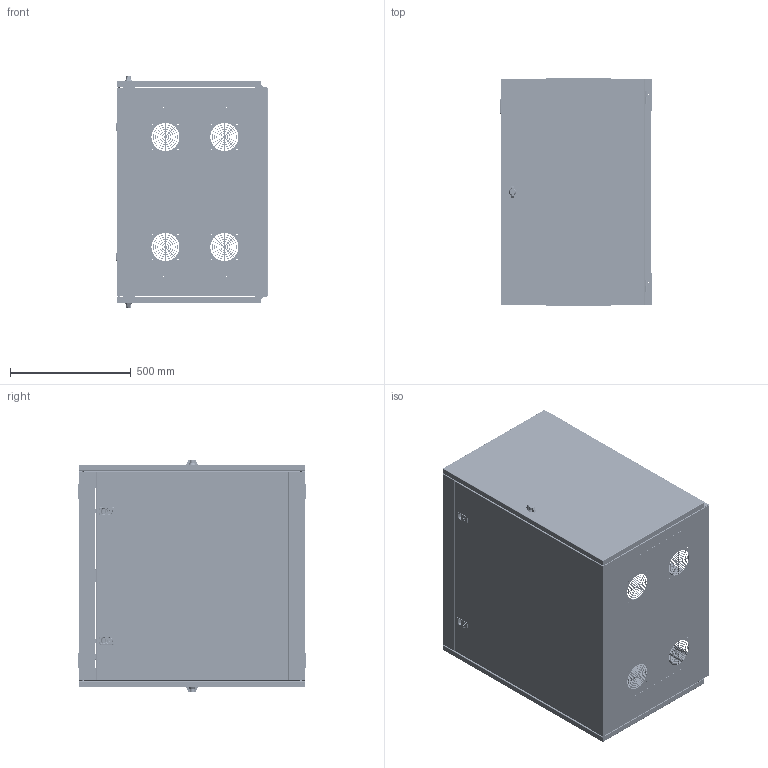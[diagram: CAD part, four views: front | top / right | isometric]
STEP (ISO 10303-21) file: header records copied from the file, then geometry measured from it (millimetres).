
FILE_DESCRIPTION (( 'STEP AP214' ), '1' );
FILE_NAME ('Tripp Lite SRW18UHD.STEP', '2017-11-16T14:51:25', ( '' ), ( '' ), 'SwSTEP 2.0', 'SolidWorks 2015', '' );
FILE_SCHEMA (( 'AUTOMOTIVE_DESIGN' ));
Length unit declared in the file: inch
Products named in the file (36): PRT0003___; DOOR_18U; PRT0001___; CrossBeam; SRW HD dual rail updated_18U; Tripp Lite SRW18UHD; JIAOLIAN3_.021 LONG; SidePanel_18U; SIDE PANEL_18U; Top; JIAOLIAN1_.021 LONG; SW3dPS-A3-85-625-12_A3_Lockable_Housing; Round Rubber Bumper 3mm Thk; JIAOLIAN2___; SPACER PLASTIC; SW3dPS-A3-85-625-12_LOCKPLUG_PK2; GXG__1___; PRT0002___; SW3dPS-A3-85-625-12_A3_Lock_Collar_clf2; Frame_18U SPLIT TOP HINGE; new lock and lock plate___; VERTBEAM PLATE; hinge_asm___; VertBeam_18U; LEFT SD DRHV BTM HNG; JIAOLIAN1___; LOCK PLATE; 390665; PRT0005___; M5 Torx Side Panel Screw_92832A432; PRT0007___; JIAOLIAN3___; VertBeam FRONT_18U; SW3dPS-A3-85-625-12_A3-new-spring-installed3; PRT0006___
Assembly tree (58 placements, depth 4):
  Tripp Lite SRW18UHD
    Frame_18U SPLIT TOP HINGE  x3
      CrossBeam
      VertBeam_18U
      VertBeam FRONT_18U
      VERTBEAM PLATE
    Top  x2
    DOOR_18U  x2
      DOOR_18U
      Round Rubber Bumper 3mm Thk
      new lock and lock plate___
        PRT0001___
        PRT0002___
        PRT0003___
        PRT0005___
        PRT0006___
        PRT0007___
        LOCK PLATE
    SidePanel_18U
      SIDE PANEL_18U
      390665  x2
        SW3dPS-A3-85-625-12_A3_Lockable_Housing
        SW3dPS-A3-85-625-12_A3-new-spring-installed3
        SW3dPS-A3-85-625-12_LOCKPLUG_PK2
        SW3dPS-A3-85-625-12_A3_Lock_Collar_clf2
      M5 Torx Side Panel Screw_92832A432
      Round Rubber Bumper 3mm Thk  x4
    GXG__1___  x4
    hinge_asm___  x2
      JIAOLIAN1___
      JIAOLIAN2___
      JIAOLIAN3___
    LEFT SD DRHV BTM HNG  x2
    JIAOLIAN3_.021 LONG
    JIAOLIAN1_.021 LONG
    JIAOLIAN2___  x2
    SPACER PLASTIC  x2
    SRW HD dual rail updated_18U  x4
Bounding box: 627.15 x 940.69 x 958.95 mm (x, y, z)
Volume: 5785599.2 mm3; surface area: 11853446.9 mm2
Topology: 84 solids, 98 shells, 9133 faces, 24950 edges, 16219 vertices
Faces by surface type: cylinder 4886, plane 3606, bspline 378, torus 134, cone 93, sphere 36
Entity records: 142410 total; most frequent: CARTESIAN_POINT 36712, DIRECTION 22144, ORIENTED_EDGE 21642, EDGE_CURVE 10823, AXIS2_PLACEMENT_3D 8278, VERTEX_POINT 7039, LINE 5588, VECTOR 5588
